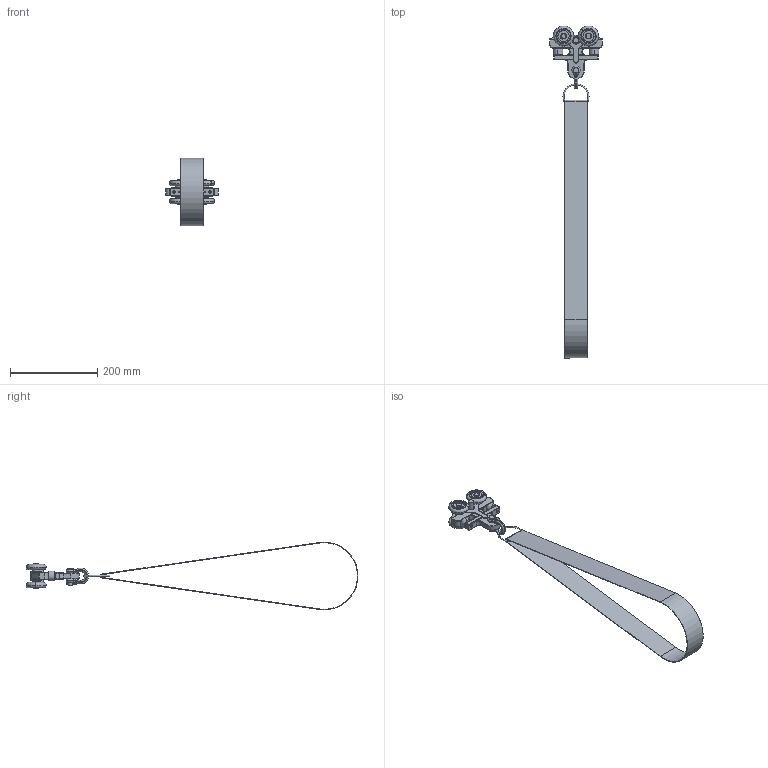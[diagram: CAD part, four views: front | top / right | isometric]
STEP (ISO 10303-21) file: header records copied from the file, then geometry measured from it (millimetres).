
FILE_DESCRIPTION((''),'2;1');
FILE_NAME('20170 ETA-4-5 FESTOON TROLLEY WITH SADDLE SLING.stp','2011-03-30T08:00:02',('jholman'),(''),'Autodesk Inventor 2011','Autodesk Inventor 2011','');
FILE_SCHEMA(('AUTOMOTIVE_DESIGN { 1 0 10303 214 1 1 1 1 }'));
Length unit declared in the file: inch
Products named in the file (18): 20170; 20150; 59900; 3D1165B4C; 3D11G6B4A; 3D1129B4B; 3D11E6B4A; 3D11U9B4B; 70040; 3D11T2B4A; 57135; 3D11F6B4A; 3D11NHF4A; 3D11LHF4A; 3D11MHF4A; 3D11OHF4A; 3D11GHF4A; 3D11PHF4C
Assembly tree (27 placements, depth 4):
  20170
    20150
      59900
      3D1165B4C  x2
      3D11G6B4A  x2
      3D1129B4B  x4
      3D11E6B4A  x4
      3D11U9B4B  x2
        70040
        3D11T2B4A
      57135
      3D11F6B4A  x2
    3D11NHF4A
      3D11LHF4A
      3D11MHF4A
      3D11OHF4A
    3D11GHF4A
    3D11PHF4C
Bounding box: 120.65 x 759.62 x 154.88 mm (x, y, z)
Volume: 288503.4 mm3; surface area: 204741.2 mm2
Topology: 25 solids, 25 shells, 886 faces, 2097 edges, 1258 vertices
Faces by surface type: cylinder 412, plane 187, torus 142, bspline 102, cone 39, sphere 4
Full cylindrical faces by diameter (mm): 1.194 x4, 2.54 x1, 6.35 x4, 6.747 x2, 9.525 x2, 11.113 x2, 11.887 x2, 12.7 x5, 14.288 x2, 16.669 x2, 25.4 x2
Entity records: 20927 total; most frequent: CARTESIAN_POINT 6732, DIRECTION 2971, ORIENTED_EDGE 2740, EDGE_CURVE 1370, AXIS2_PLACEMENT_3D 1285, VERTEX_POINT 832, EDGE_LOOP 710, CIRCLE 653
